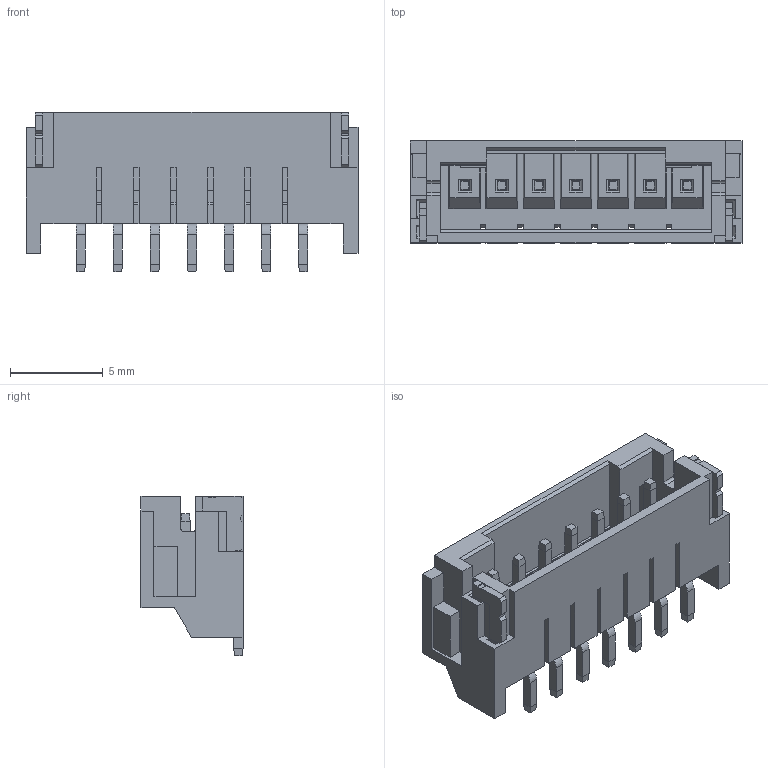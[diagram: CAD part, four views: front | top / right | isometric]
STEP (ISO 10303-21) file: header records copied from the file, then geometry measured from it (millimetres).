
FILE_DESCRIPTION (( 'STEP AP214' ), '1' );
FILE_NAME ('S7B-PH-SM4-TB(LF)(SN).STEP', '2020-11-25T04:29:05', ( '' ), ( '' ), 'SwSTEP 2.0', 'SolidWorks 2017', '' );
FILE_SCHEMA (( 'AUTOMOTIVE_DESIGN' ));
Length unit declared in the file: millimetre
Products named in the file (1): S7B-PH-SM4-TB(LF)(SN)
Bounding box: 17.9 x 5.5 x 8.6 mm (x, y, z)
Volume: 305.3 mm3; surface area: 928.5 mm2
Topology: 10 solids, 10 shells, 443 faces, 1195 edges, 756 vertices
Faces by surface type: plane 411, cylinder 32
Entity records: 13672 total; most frequent: CARTESIAN_POINT 2395, ORIENTED_EDGE 2390, DIRECTION 2147, EDGE_CURVE 1195, LINE 1131, VECTOR 1131, VERTEX_POINT 756, AXIS2_PLACEMENT_3D 508
